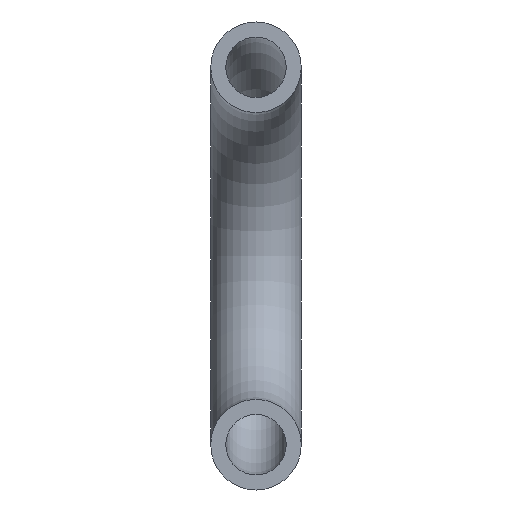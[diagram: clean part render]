
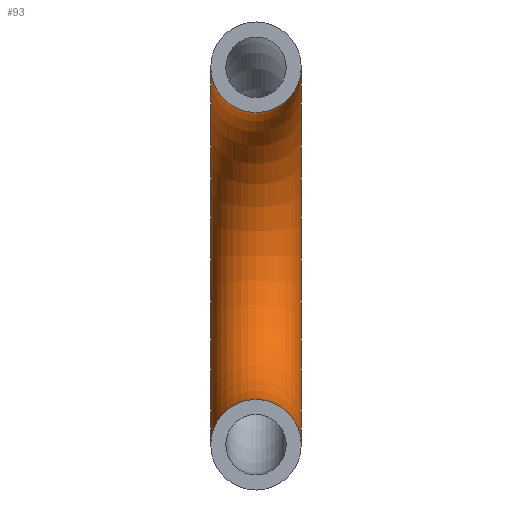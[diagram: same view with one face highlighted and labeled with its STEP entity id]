
A CAD part, front view. The second image highlights one B-rep face of the part: STEP entity #93.
In plain terms, the highlighted toroidal (fillet/blend) face has major radius 12.5 mm and minor radius 3 mm.
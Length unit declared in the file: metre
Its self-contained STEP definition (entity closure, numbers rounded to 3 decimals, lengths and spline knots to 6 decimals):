
#14=TOROIDAL_SURFACE('',#116,0.0125,0.003);
#18=ORIENTED_EDGE('',*,*,#33,.F.);
#19=ORIENTED_EDGE('',*,*,#34,.T.);
#33=EDGE_CURVE('',#41,#41,#49,.F.);
#34=EDGE_CURVE('',#42,#42,#50,.F.);
#41=VERTEX_POINT('',#168);
#42=VERTEX_POINT('',#171);
#49=CIRCLE('',#115,0.003);
#50=CIRCLE('',#117,0.003);
#58=EDGE_LOOP('',(#18));
#59=EDGE_LOOP('',(#19));
#74=FACE_BOUND('',#58,.T.);
#75=FACE_BOUND('',#59,.T.);
#93=ADVANCED_FACE('',(#74,#75),#14,.T.);
#115=AXIS2_PLACEMENT_3D('',#167,#135,#136);
#116=AXIS2_PLACEMENT_3D('',#169,#137,#138);
#117=AXIS2_PLACEMENT_3D('',#170,#139,#140);
#135=DIRECTION('',(0.,1.,0.));
#136=DIRECTION('',(0.,0.,1.));
#137=DIRECTION('',(1.,0.,0.));
#138=DIRECTION('',(0.,0.,-1.));
#139=DIRECTION('',(0.,-1.,0.));
#140=DIRECTION('',(0.,0.,-1.));
#167=CARTESIAN_POINT('',(0.,0.125,0.025));
#168=CARTESIAN_POINT('',(0.,0.125,0.028));
#169=CARTESIAN_POINT('',(0.,0.125,0.0125));
#170=CARTESIAN_POINT('',(0.,0.125,0.));
#171=CARTESIAN_POINT('',(0.,0.125,-0.003));
